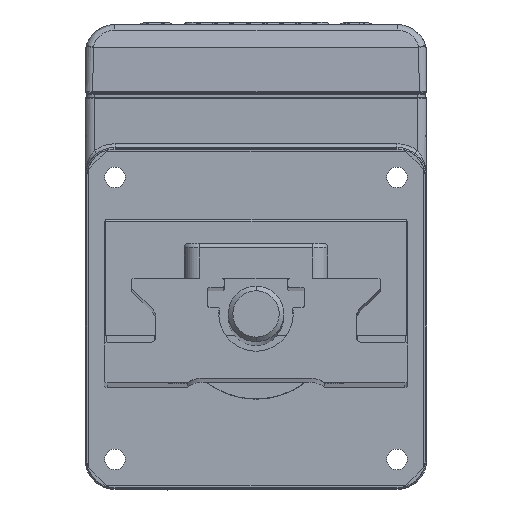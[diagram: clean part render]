
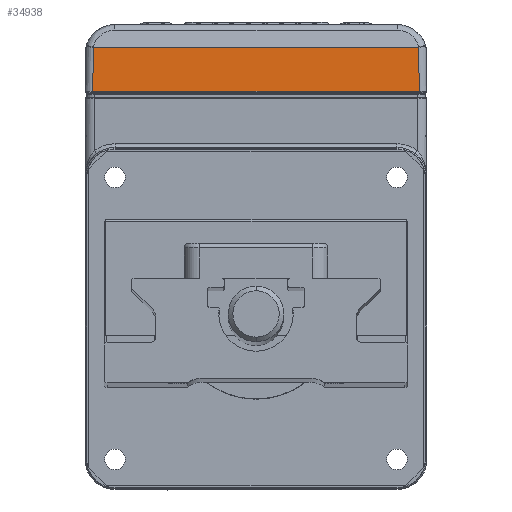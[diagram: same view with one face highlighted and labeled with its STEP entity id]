
A CAD part, top view. The second image highlights one B-rep face of the part: STEP entity #34938.
In plain terms, the highlighted planar face has unit normal (0, -0.018, -1).
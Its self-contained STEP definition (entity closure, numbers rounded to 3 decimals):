
#399 = DIRECTION ( 'NONE',  ( -0.017, -1., 0.017 ) ) ;
#5040 = CARTESIAN_POINT ( 'NONE',  ( -6.715, 38.02, 21.809 ) ) ;
#5495 = DIRECTION ( 'NONE',  ( 0., 1., -0.017 ) ) ;
#5838 = FACE_OUTER_BOUND ( 'NONE', #22610, .T. ) ;
#15240 = CARTESIAN_POINT ( 'NONE',  ( 20.915, 38.02, 21.809 ) ) ;
#15247 = DIRECTION ( 'NONE',  ( -0.017, 1., -0.017 ) ) ;
#17873 = VERTEX_POINT ( 'NONE', #64918 ) ;
#22610 = EDGE_LOOP ( 'NONE', ( #33640, #53994, #46041, #44473 ) ) ;
#24244 = CARTESIAN_POINT ( 'NONE',  ( -6.715, 45.384, 21.681 ) ) ;
#24640 = LINE ( 'NONE', #35422, #50934 ) ;
#29313 = LINE ( 'NONE', #24244, #54899 ) ;
#30949 = VECTOR ( 'NONE', #56817, 1000. ) ;
#32297 = LINE ( 'NONE', #46758, #62142 ) ;
#33640 = ORIENTED_EDGE ( 'NONE', *, *, #41020, .F. ) ;
#34938 = ADVANCED_FACE ( 'NONE', ( #5838 ), #50935, .F. ) ;
#35079 = CARTESIAN_POINT ( 'NONE',  ( 20.459, 45.384, 21.681 ) ) ;
#35422 = CARTESIAN_POINT ( 'NONE',  ( 20.523, 41.728, 21.745 ) ) ;
#35734 = DIRECTION ( 'NONE',  ( 0., 0.017, 1. ) ) ;
#35917 = CARTESIAN_POINT ( 'NONE',  ( 20.587, 38.02, 21.809 ) ) ;
#41020 = EDGE_CURVE ( 'NONE', #49229, #44994, #24640, .T. ) ;
#44412 = EDGE_CURVE ( 'NONE', #44994, #17873, #29313, .T. ) ;
#44473 = ORIENTED_EDGE ( 'NONE', *, *, #44412, .F. ) ;
#44788 = DIRECTION ( 'NONE',  ( -1., 0., 0. ) ) ;
#44994 = VERTEX_POINT ( 'NONE', #35079 ) ;
#46041 = ORIENTED_EDGE ( 'NONE', *, *, #50686, .F. ) ;
#46689 = LINE ( 'NONE', #5040, #30949 ) ;
#46758 = CARTESIAN_POINT ( 'NONE',  ( -33.954, 41.728, 21.745 ) ) ;
#47107 = AXIS2_PLACEMENT_3D ( 'NONE', #15240, #35734, #5495 ) ;
#49229 = VERTEX_POINT ( 'NONE', #35917 ) ;
#50571 = CARTESIAN_POINT ( 'NONE',  ( -34.018, 38.02, 21.809 ) ) ;
#50686 = EDGE_CURVE ( 'NONE', #17873, #52316, #32297, .T. ) ;
#50934 = VECTOR ( 'NONE', #15247, 1000. ) ;
#50935 = PLANE ( 'NONE',  #47107 ) ;
#51151 = EDGE_CURVE ( 'NONE', #52316, #49229, #46689, .T. ) ;
#52316 = VERTEX_POINT ( 'NONE', #50571 ) ;
#53994 = ORIENTED_EDGE ( 'NONE', *, *, #51151, .F. ) ;
#54899 = VECTOR ( 'NONE', #44788, 1000. ) ;
#56817 = DIRECTION ( 'NONE',  ( 1., 0., 0. ) ) ;
#62142 = VECTOR ( 'NONE', #399, 1000. ) ;
#64918 = CARTESIAN_POINT ( 'NONE',  ( -33.89, 45.384, 21.681 ) ) ;
